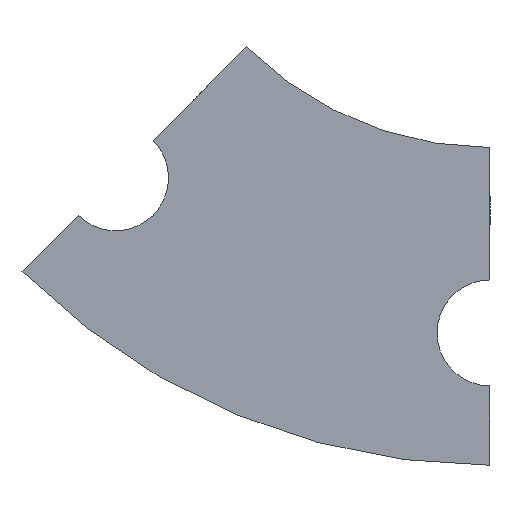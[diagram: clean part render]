
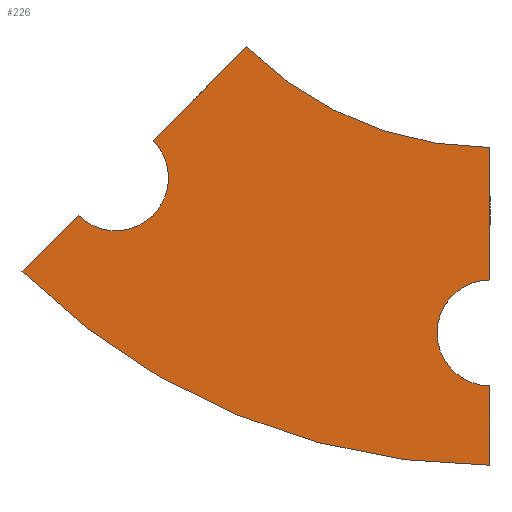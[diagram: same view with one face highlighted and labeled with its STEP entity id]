
A CAD part, left-side view. The second image highlights one B-rep face of the part: STEP entity #226.
In plain terms, the highlighted planar face has unit normal (-1, 0, 0).
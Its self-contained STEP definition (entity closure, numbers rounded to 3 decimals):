
#14=DIRECTION('',(0.,-0.707,0.707));
#15=VECTOR('',#14,15.);
#16=CARTESIAN_POINT('',(0.,88.388,-88.388));
#17=LINE('',#16,#15);
#18=CARTESIAN_POINT('',(0.,70.711,-70.711));
#19=DIRECTION('',(-1.,0.,0.));
#20=DIRECTION('',(0.,0.707,-0.707));
#21=AXIS2_PLACEMENT_3D('',#18,#19,#20);
#23=DIRECTION('',(0.,-0.707,0.707));
#24=VECTOR('',#23,25.);
#25=CARTESIAN_POINT('',(0.,63.64,-63.64));
#26=LINE('',#25,#24);
#27=CARTESIAN_POINT('',(0.,0.,0.));
#28=DIRECTION('',(1.,0.,0.));
#29=DIRECTION('',(0.,0.,-1.));
#30=AXIS2_PLACEMENT_3D('',#27,#28,#29);
#32=DIRECTION('',(0.,0.,-1.));
#33=VECTOR('',#32,25.);
#34=CARTESIAN_POINT('',(0.,0.,-65.));
#35=LINE('',#34,#33);
#36=CARTESIAN_POINT('',(0.,0.,-100.));
#37=DIRECTION('',(-1.,0.,0.));
#38=DIRECTION('',(0.,0.,1.));
#39=AXIS2_PLACEMENT_3D('',#36,#37,#38);
#41=DIRECTION('',(0.,0.,-1.));
#42=VECTOR('',#41,15.);
#43=CARTESIAN_POINT('',(0.,0.,-110.));
#44=LINE('',#43,#42);
#45=CARTESIAN_POINT('',(0.,0.,0.));
#46=DIRECTION('',(-1.,0.,0.));
#47=DIRECTION('',(0.,0.707,-0.707));
#48=AXIS2_PLACEMENT_3D('',#45,#46,#47);
#159=CARTESIAN_POINT('',(0.,88.388,-88.388));
#160=CARTESIAN_POINT('',(0.,77.782,-77.782));
#161=VERTEX_POINT('',#159);
#162=VERTEX_POINT('',#160);
#163=CARTESIAN_POINT('',(0.,63.64,-63.64));
#164=CARTESIAN_POINT('',(0.,45.962,-45.962));
#165=VERTEX_POINT('',#163);
#166=VERTEX_POINT('',#164);
#167=CARTESIAN_POINT('',(0.,0.,-65.));
#168=CARTESIAN_POINT('',(0.,0.,-90.));
#169=VERTEX_POINT('',#167);
#170=VERTEX_POINT('',#168);
#171=CARTESIAN_POINT('',(0.,0.,-110.));
#172=CARTESIAN_POINT('',(0.,0.,-125.));
#173=VERTEX_POINT('',#171);
#174=VERTEX_POINT('',#172);
#203=CARTESIAN_POINT('',(0.,0.,0.));
#204=DIRECTION('',(1.,0.,0.));
#205=DIRECTION('',(0.,-1.,0.));
#206=AXIS2_PLACEMENT_3D('',#203,#204,#205);
#207=PLANE('',#206);
#209=ORIENTED_EDGE('',*,*,#208,.T.);
#211=ORIENTED_EDGE('',*,*,#210,.T.);
#213=ORIENTED_EDGE('',*,*,#212,.T.);
#215=ORIENTED_EDGE('',*,*,#214,.F.);
#217=ORIENTED_EDGE('',*,*,#216,.T.);
#219=ORIENTED_EDGE('',*,*,#218,.T.);
#221=ORIENTED_EDGE('',*,*,#220,.T.);
#223=ORIENTED_EDGE('',*,*,#222,.F.);
#224=EDGE_LOOP('',(#209,#211,#213,#215,#217,#219,#221,#223));
#225=FACE_OUTER_BOUND('',#224,.F.);
#22=CIRCLE('',#21,10.);
#31=CIRCLE('',#30,65.);
#40=CIRCLE('',#39,10.);
#49=CIRCLE('',#48,125.);
#208=EDGE_CURVE('',#161,#162,#17,.T.);
#210=EDGE_CURVE('',#162,#165,#22,.T.);
#212=EDGE_CURVE('',#165,#166,#26,.T.);
#214=EDGE_CURVE('',#169,#166,#31,.T.);
#216=EDGE_CURVE('',#169,#170,#35,.T.);
#218=EDGE_CURVE('',#170,#173,#40,.T.);
#220=EDGE_CURVE('',#173,#174,#44,.T.);
#222=EDGE_CURVE('',#161,#174,#49,.T.);
#226=ADVANCED_FACE('',(#225),#207,.F.);
